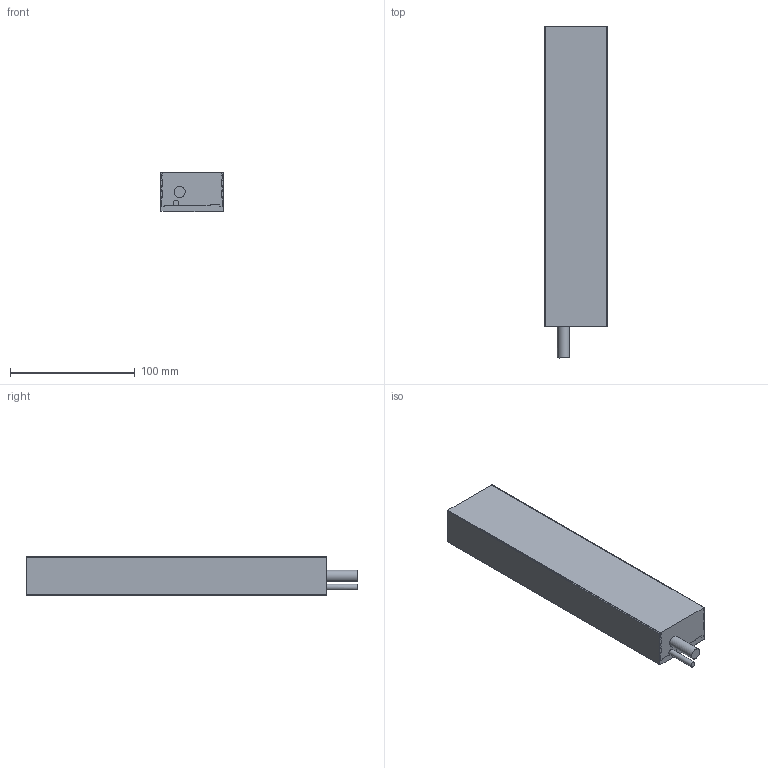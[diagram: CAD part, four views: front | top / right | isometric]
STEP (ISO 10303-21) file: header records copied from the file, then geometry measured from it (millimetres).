
FILE_DESCRIPTION( ( 'STEP AP214' ), '1' );
FILE_NAME( 'Coilunit TM12 flex.stp', '2008-09-30T06:38:13', ( ' ' ), ( ' ' ), 'XStep 1.0', ' ', ' ' );
FILE_SCHEMA( ( 'CONFIG_CONTROL_DESIGN) ( )' ) );
Length unit declared in the file: metre
Products named in the file (1): 1
Bounding box: 51 x 265.9 x 31.34 mm (x, y, z)
Volume: 384298.2 mm3; surface area: 44259.5 mm2
Topology: 1 solids, 1 shells, 200 faces, 539 edges, 363 vertices
Faces by surface type: plane 144, cylinder 56
Full cylindrical faces by diameter (mm): 2.5 x3, 4 x8, 4.5 x1, 5 x1, 9 x1
Entity records: 6101 total; most frequent: CARTESIAN_POINT 1065, DIRECTION 1028, ORIENTED_EDGE 1026, EDGE_CURVE 513, LINE 400, VECTOR 400, VERTEX_POINT 351, AXIS2_PLACEMENT_3D 314
